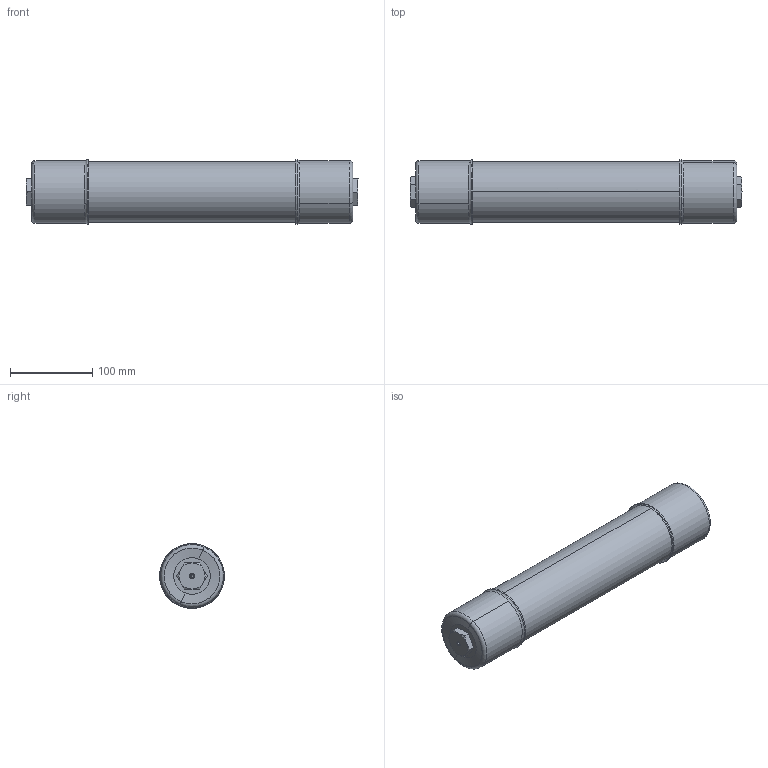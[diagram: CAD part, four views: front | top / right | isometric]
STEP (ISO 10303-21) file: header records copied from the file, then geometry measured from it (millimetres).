
FILE_DESCRIPTION (( 'STEP AP214' ), '1' );
FILE_NAME ('24399.STEP', '2024-05-03T17:22:07', ( '' ), ( '' ), 'SwSTEP 2.0', 'SolidWorks 2021', '' );
FILE_SCHEMA (( 'AUTOMOTIVE_DESIGN' ));
Length unit declared in the file: inch
Products named in the file (1): 24399
Bounding box: 403.35 x 78.72 x 78.72 mm (x, y, z)
Volume: 346393.3 mm3; surface area: 259703.3 mm2
Topology: 8 solids, 8 shells, 177 faces, 392 edges, 235 vertices
Faces by surface type: cylinder 60, plane 53, cone 40, torus 18, sphere 6
Entity records: 7490 total; most frequent: CARTESIAN_POINT 1057, DIRECTION 930, ORIENTED_EDGE 768, AXIS2_PLACEMENT_3D 396, EDGE_CURVE 384, VERTEX_POINT 231, CIRCLE 218, EDGE_LOOP 199
